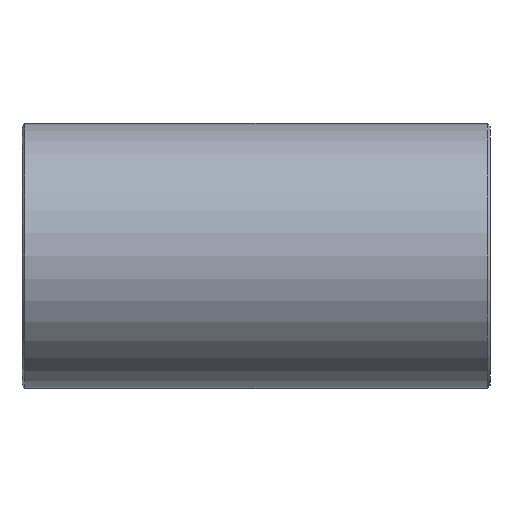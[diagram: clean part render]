
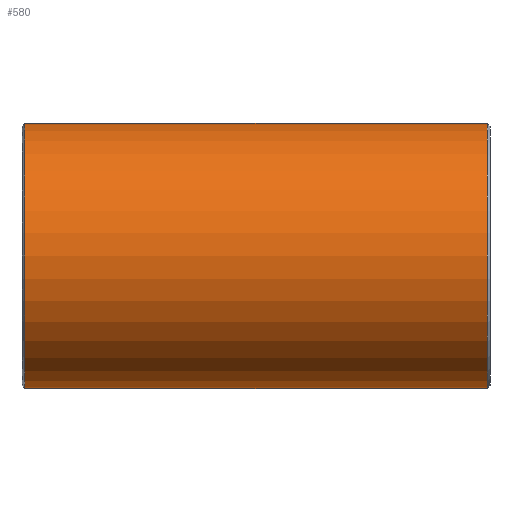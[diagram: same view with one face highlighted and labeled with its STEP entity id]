
A CAD part, front view. The second image highlights one B-rep face of the part: STEP entity #580.
In plain terms, the highlighted cylindrical face has radius 25.5 mm (diameter 51 mm), a full revolution.
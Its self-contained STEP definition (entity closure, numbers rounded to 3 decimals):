
#135 = CARTESIAN_POINT ( 'NONE',  ( 0., 0., -25.5 ) ) ;
#298 = VERTEX_POINT ( 'NONE', #5066 ) ;
#421 = CARTESIAN_POINT ( 'NONE',  ( 44.5, 0., 0. ) ) ;
#513 = CARTESIAN_POINT ( 'NONE',  ( 61., 51., -25.5 ) ) ;
#539 = FACE_OUTER_BOUND ( 'NONE', #902, .T. ) ;
#580 = ADVANCED_FACE ( 'NONE', ( #2663, #539, #4830 ), #3937, .T. ) ;
#581 = CARTESIAN_POINT ( 'NONE',  ( -44.5, 0., 0. ) ) ;
#625 = CIRCLE ( 'NONE', #5273, 25.5 ) ;
#643 = CARTESIAN_POINT ( 'NONE',  ( 0., 0., -25.5 ) ) ;
#796 = CARTESIAN_POINT ( 'NONE',  ( 0., 0., -25.5 ) ) ;
#902 = EDGE_LOOP ( 'NONE', ( #5122 ) ) ;
#934 = CARTESIAN_POINT ( 'NONE',  ( 61., 51., 25.5 ) ) ;
#1002 = DIRECTION ( 'NONE',  ( 1., 0., 0. ) ) ;
#1232 = ORIENTED_EDGE ( 'NONE', *, *, #2076, .T. ) ;
#1432 = CARTESIAN_POINT ( 'NONE',  ( 0., 0., 25.5 ) ) ;
#1474 = DIRECTION ( 'NONE',  ( 0., 0., 1. ) ) ;
#1636 = CARTESIAN_POINT ( 'NONE',  ( 0., 0., 25.5 ) ) ;
#2076 = EDGE_CURVE ( 'NONE', #2981, #2981, #625, .T. ) ;
#2181 = VERTEX_POINT ( 'NONE', #1636 ) ;
#2231 = DIRECTION ( 'NONE',  ( 1., 0., 0. ) ) ;
#2578 = EDGE_CURVE ( 'NONE', #5637, #2181, #4450, .T. ) ;
#2663 = FACE_OUTER_BOUND ( 'NONE', #2838, .T. ) ;
#2691 = DIRECTION ( 'NONE',  ( 0., 0., -1. ) ) ;
#2741 = AXIS2_PLACEMENT_3D ( 'NONE', #581, #1002, #1474 ) ;
#2838 = EDGE_LOOP ( 'NONE', ( #1232 ) ) ;
#2885 = CARTESIAN_POINT ( 'NONE',  ( 44.5, 0., -25.5 ) ) ;
#2923 = CARTESIAN_POINT ( 'NONE',  ( -61., 51., 25.5 ) ) ;
#2981 = VERTEX_POINT ( 'NONE', #2885 ) ;
#3103 = ORIENTED_EDGE ( 'NONE', *, *, #2578, .T. ) ;
#3171 = ORIENTED_EDGE ( 'NONE', *, *, #5133, .T. ) ;
#3291 = CIRCLE ( 'NONE', #2741, 25.5 ) ;
#3431 = EDGE_CURVE ( 'NONE', #298, #298, #3291, .T. ) ;
#3440 = DIRECTION ( 'NONE',  ( 0., 0., -1. ) ) ;
#3893 = AXIS2_PLACEMENT_3D ( 'NONE', #4908, #2231, #2691 ) ;
#3937 = CYLINDRICAL_SURFACE ( 'NONE', #3893, 25.5 ) ;
#4266 = DIRECTION ( 'NONE',  ( -1., 0., 0. ) ) ;
#4450 =( BOUNDED_CURVE ( )  B_SPLINE_CURVE ( 3, ( #135, #513, #934, #1432 ),
 .UNSPECIFIED., .F., .F. ) 
 B_SPLINE_CURVE_WITH_KNOTS ( ( 4, 4 ),
 ( 1.571, 4.712 ),
 .UNSPECIFIED. ) 
 CURVE ( )  GEOMETRIC_REPRESENTATION_ITEM ( )  RATIONAL_B_SPLINE_CURVE ( ( 1., 0.333, 0.333, 1. ) ) 
 REPRESENTATION_ITEM ( '' )  );
#4680 = CARTESIAN_POINT ( 'NONE',  ( -61., 51., -25.5 ) ) ;
#4830 = FACE_BOUND ( 'NONE', #5228, .T. ) ;
#4908 = CARTESIAN_POINT ( 'NONE',  ( 0., 0., 0. ) ) ;
#5066 = CARTESIAN_POINT ( 'NONE',  ( -44.5, 0., 25.5 ) ) ;
#5102 = CARTESIAN_POINT ( 'NONE',  ( 0., 0., 25.5 ) ) ;
#5122 = ORIENTED_EDGE ( 'NONE', *, *, #3431, .T. ) ;
#5133 = EDGE_CURVE ( 'NONE', #2181, #5637, #5611, .T. ) ;
#5228 = EDGE_LOOP ( 'NONE', ( #3171, #3103 ) ) ;
#5273 = AXIS2_PLACEMENT_3D ( 'NONE', #421, #4266, #3440 ) ;
#5611 =( BOUNDED_CURVE ( )  B_SPLINE_CURVE ( 3, ( #5102, #2923, #4680, #796 ),
 .UNSPECIFIED., .F., .F. ) 
 B_SPLINE_CURVE_WITH_KNOTS ( ( 4, 4 ),
 ( 1.571, 4.712 ),
 .UNSPECIFIED. ) 
 CURVE ( )  GEOMETRIC_REPRESENTATION_ITEM ( )  RATIONAL_B_SPLINE_CURVE ( ( 1., 0.333, 0.333, 1. ) ) 
 REPRESENTATION_ITEM ( '' )  );
#5637 = VERTEX_POINT ( 'NONE', #643 ) ;
